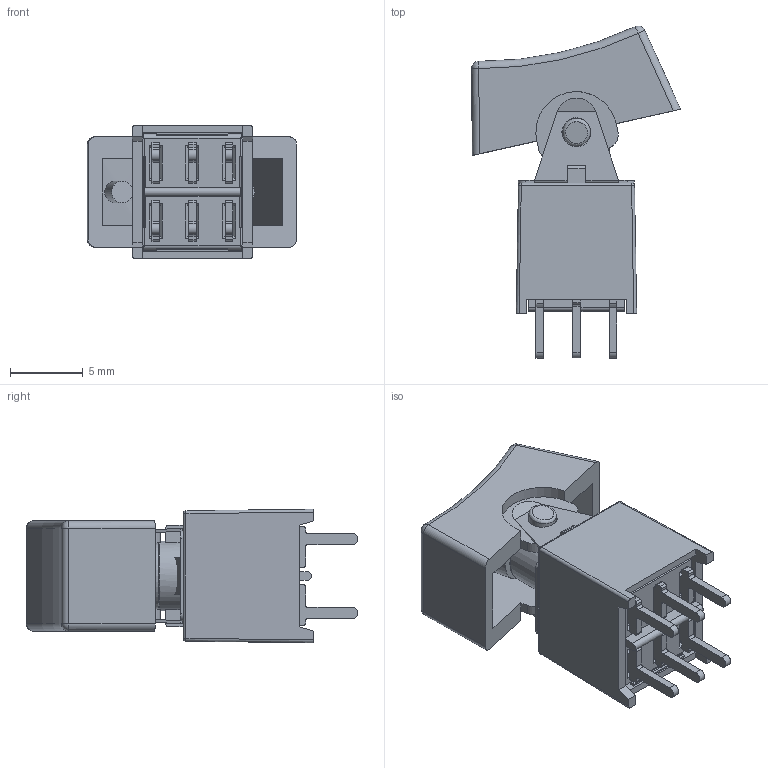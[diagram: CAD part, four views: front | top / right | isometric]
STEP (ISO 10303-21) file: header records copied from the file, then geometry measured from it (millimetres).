
FILE_DESCRIPTION (( 'STEP AP214' ), '1' );
FILE_NAME ('4AD12QE.STEP', '2016-04-18T03:56:33', ( 'user' ), ( 'Hewlett-Packard Company' ), 'SwSTEP 2.0', 'SolidWorks 2015', '' );
FILE_SCHEMA (( 'AUTOMOTIVE_DESIGN' ));
Length unit declared in the file: millimetre
Products named in the file (7): CP036; WSU077; WHO295; WTE008; WTE007; ca020; 4AD12QE
Assembly tree (10 placements, depth 2):
  4AD12QE
    ca020
    WTE007  x4
    WTE008  x2
    WHO295
    WSU077
    CP036
Bounding box: 14.41 x 22.88 x 9.2 mm (x, y, z)
Volume: 821.9 mm3; surface area: 2269.3 mm2
Topology: 10 solids, 10 shells, 565 faces, 1509 edges, 959 vertices
Faces by surface type: plane 351, cylinder 186, bspline 12, sphere 8, torus 6, cone 2
Full cylindrical faces by diameter (mm): 1.5 x2, 1.9 x2, 2 x2, 2.2 x1, 2.7 x1, 3.2 x1, 4.4 x1, 4.5 x1, 4.8 x1
Entity records: 13790 total; most frequent: CARTESIAN_POINT 2924, ORIENTED_EDGE 2206, DIRECTION 2152, EDGE_CURVE 1103, LINE 842, VECTOR 842, VERTEX_POINT 709, AXIS2_PLACEMENT_3D 655
